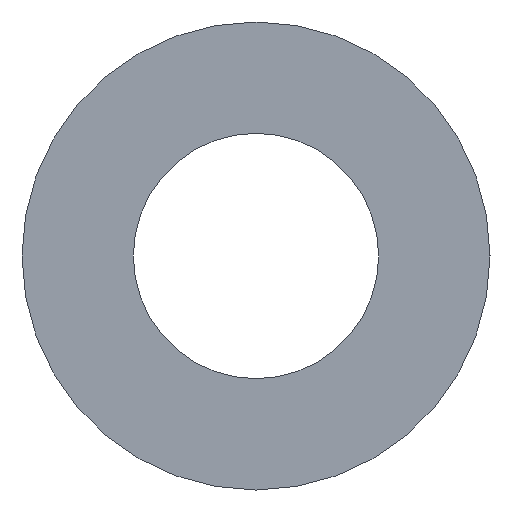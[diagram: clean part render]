
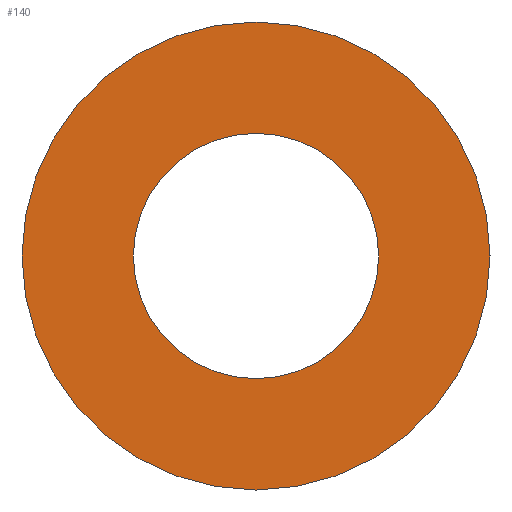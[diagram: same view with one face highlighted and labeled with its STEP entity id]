
A CAD part, left-side view. The second image highlights one B-rep face of the part: STEP entity #140.
In plain terms, the highlighted planar face has unit normal (-1, 0, 0).
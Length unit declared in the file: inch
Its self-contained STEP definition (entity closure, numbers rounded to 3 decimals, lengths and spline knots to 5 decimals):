
#3 = DIRECTION ( 'NONE',  ( 1., 0., 0. ) ) ;
#5 = ORIENTED_EDGE ( 'NONE', *, *, #98, .F. ) ;
#8 = CIRCLE ( 'NONE', #46, 0.187 ) ;
#28 = ORIENTED_EDGE ( 'NONE', *, *, #202, .F. ) ;
#36 = CARTESIAN_POINT ( 'NONE',  ( -0.625, 0., -0.098 ) ) ;
#37 = DIRECTION ( 'NONE',  ( 0., 0., -1. ) ) ;
#39 = PLANE ( 'NONE',  #153 ) ;
#43 = EDGE_LOOP ( 'NONE', ( #5, #28 ) ) ;
#46 = AXIS2_PLACEMENT_3D ( 'NONE', #72, #3, #93 ) ;
#61 = CARTESIAN_POINT ( 'NONE',  ( -0.625, 0., -0.187 ) ) ;
#72 = CARTESIAN_POINT ( 'NONE',  ( -0.625, 0., 0. ) ) ;
#74 = DIRECTION ( 'NONE',  ( 1., 0., 0. ) ) ;
#78 = EDGE_CURVE ( 'NONE', #88, #171, #188, .T. ) ;
#88 = VERTEX_POINT ( 'NONE', #158 ) ;
#93 = DIRECTION ( 'NONE',  ( 0., 0., -1. ) ) ;
#98 = EDGE_CURVE ( 'NONE', #183, #160, #8, .T. ) ;
#101 = ORIENTED_EDGE ( 'NONE', *, *, #116, .T. ) ;
#104 = AXIS2_PLACEMENT_3D ( 'NONE', #201, #174, #144 ) ;
#108 = DIRECTION ( 'NONE',  ( 1., 0., 0. ) ) ;
#111 = ORIENTED_EDGE ( 'NONE', *, *, #78, .T. ) ;
#112 = CARTESIAN_POINT ( 'NONE',  ( -0.625, 0., 0.187 ) ) ;
#114 = DIRECTION ( 'NONE',  ( 0., 0., -1. ) ) ;
#116 = EDGE_CURVE ( 'NONE', #171, #88, #219, .T. ) ;
#126 = DIRECTION ( 'NONE',  ( 1., 0., 0. ) ) ;
#140 = ADVANCED_FACE ( 'NONE', ( #177, #192 ), #39, .F. ) ;
#143 = CIRCLE ( 'NONE', #222, 0.187 ) ;
#144 = DIRECTION ( 'NONE',  ( 0., 0., -1. ) ) ;
#153 = AXIS2_PLACEMENT_3D ( 'NONE', #176, #74, #114 ) ;
#157 = EDGE_LOOP ( 'NONE', ( #111, #101 ) ) ;
#158 = CARTESIAN_POINT ( 'NONE',  ( -0.625, 0., 0.098 ) ) ;
#159 = CARTESIAN_POINT ( 'NONE',  ( -0.625, 0., 0. ) ) ;
#160 = VERTEX_POINT ( 'NONE', #61 ) ;
#171 = VERTEX_POINT ( 'NONE', #36 ) ;
#174 = DIRECTION ( 'NONE',  ( 1., 0., 0. ) ) ;
#176 = CARTESIAN_POINT ( 'NONE',  ( -0.625, 0., 0. ) ) ;
#177 = FACE_OUTER_BOUND ( 'NONE', #43, .T. ) ;
#183 = VERTEX_POINT ( 'NONE', #112 ) ;
#188 = CIRCLE ( 'NONE', #193, 0.098 ) ;
#191 = DIRECTION ( 'NONE',  ( 0., 0., -1. ) ) ;
#192 = FACE_BOUND ( 'NONE', #157, .T. ) ;
#193 = AXIS2_PLACEMENT_3D ( 'NONE', #203, #108, #37 ) ;
#201 = CARTESIAN_POINT ( 'NONE',  ( -0.625, 0., 0. ) ) ;
#202 = EDGE_CURVE ( 'NONE', #160, #183, #143, .T. ) ;
#203 = CARTESIAN_POINT ( 'NONE',  ( -0.625, 0., 0. ) ) ;
#219 = CIRCLE ( 'NONE', #104, 0.098 ) ;
#222 = AXIS2_PLACEMENT_3D ( 'NONE', #159, #126, #191 ) ;
